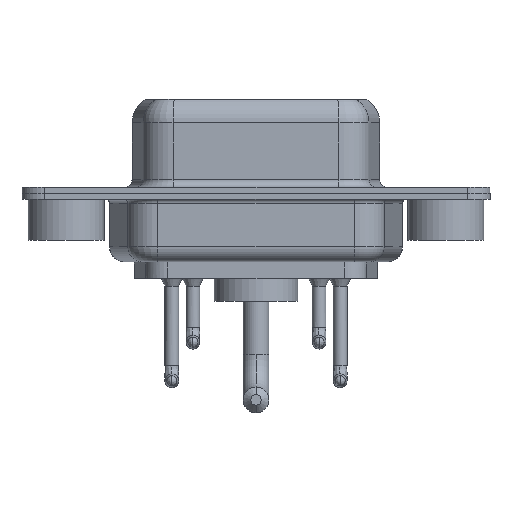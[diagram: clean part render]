
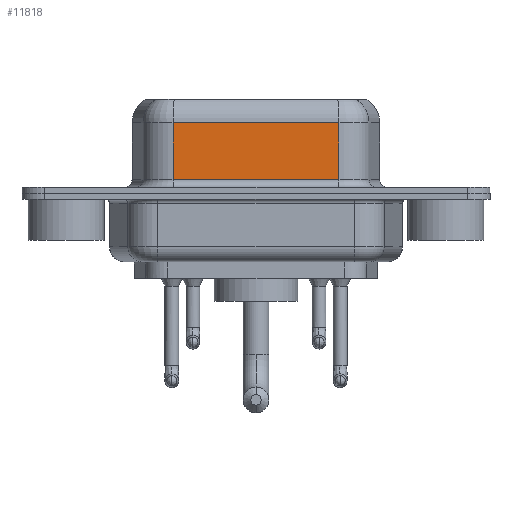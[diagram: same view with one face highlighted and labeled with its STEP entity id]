
A CAD part, front view. The second image highlights one B-rep face of the part: STEP entity #11818.
In plain terms, the highlighted planar face has unit normal (0, -1, 0).
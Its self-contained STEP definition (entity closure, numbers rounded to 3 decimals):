
#301 = LINE ( 'NONE', #10449, #3528 ) ;
#508 = ORIENTED_EDGE ( 'NONE', *, *, #8545, .T. ) ;
#876 = CARTESIAN_POINT ( 'NONE',  ( 7.038, -3.95, 6.4 ) ) ;
#1095 = CARTESIAN_POINT ( 'NONE',  ( 17.962, -3.95, 0.9 ) ) ;
#1855 = VERTEX_POINT ( 'NONE', #7879 ) ;
#1866 = FACE_OUTER_BOUND ( 'NONE', #14875, .T. ) ;
#2021 = CARTESIAN_POINT ( 'NONE',  ( 17.962, -3.95, 6.4 ) ) ;
#2172 = VERTEX_POINT ( 'NONE', #12255 ) ;
#3299 = AXIS2_PLACEMENT_3D ( 'NONE', #2021, #9446, #9770 ) ;
#3528 = VECTOR ( 'NONE', #5578, 1000. ) ;
#3745 = LINE ( 'NONE', #8849, #9417 ) ;
#3894 = ORIENTED_EDGE ( 'NONE', *, *, #5393, .T. ) ;
#4737 = DIRECTION ( 'NONE',  ( 1., 0., 0. ) ) ;
#5393 = EDGE_CURVE ( 'NONE', #5852, #11518, #301, .T. ) ;
#5538 = CARTESIAN_POINT ( 'NONE',  ( 17.962, -3.95, 4.65 ) ) ;
#5578 = DIRECTION ( 'NONE',  ( -1., 0., 0. ) ) ;
#5657 = PLANE ( 'NONE',  #3299 ) ;
#5852 = VERTEX_POINT ( 'NONE', #5538 ) ;
#6724 = VECTOR ( 'NONE', #16260, 1000. ) ;
#7047 = LINE ( 'NONE', #1095, #8253 ) ;
#7367 = DIRECTION ( 'NONE',  ( 0., 0., -1. ) ) ;
#7879 = CARTESIAN_POINT ( 'NONE',  ( 17.962, -3.95, 0.9 ) ) ;
#8253 = VECTOR ( 'NONE', #4737, 1000. ) ;
#8545 = EDGE_CURVE ( 'NONE', #2172, #1855, #7047, .T. ) ;
#8849 = CARTESIAN_POINT ( 'NONE',  ( 17.962, -3.95, 6.4 ) ) ;
#9417 = VECTOR ( 'NONE', #7367, 1000. ) ;
#9446 = DIRECTION ( 'NONE',  ( 0., 1., 0. ) ) ;
#9770 = DIRECTION ( 'NONE',  ( -1., 0., 0. ) ) ;
#10174 = EDGE_CURVE ( 'NONE', #11518, #2172, #12206, .T. ) ;
#10449 = CARTESIAN_POINT ( 'NONE',  ( 17.962, -3.95, 4.65 ) ) ;
#11518 = VERTEX_POINT ( 'NONE', #12310 ) ;
#11818 = ADVANCED_FACE ( 'NONE', ( #1866 ), #5657, .F. ) ;
#12206 = LINE ( 'NONE', #876, #6724 ) ;
#12255 = CARTESIAN_POINT ( 'NONE',  ( 7.038, -3.95, 0.9 ) ) ;
#12310 = CARTESIAN_POINT ( 'NONE',  ( 7.038, -3.95, 4.65 ) ) ;
#13743 = ORIENTED_EDGE ( 'NONE', *, *, #10174, .T. ) ;
#13756 = EDGE_CURVE ( 'NONE', #5852, #1855, #3745, .T. ) ;
#14586 = ORIENTED_EDGE ( 'NONE', *, *, #13756, .F. ) ;
#14875 = EDGE_LOOP ( 'NONE', ( #14586, #3894, #13743, #508 ) ) ;
#16260 = DIRECTION ( 'NONE',  ( 0., 0., -1. ) ) ;
